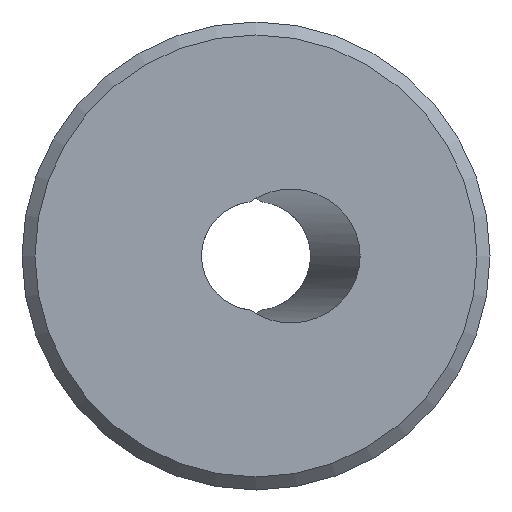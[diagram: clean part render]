
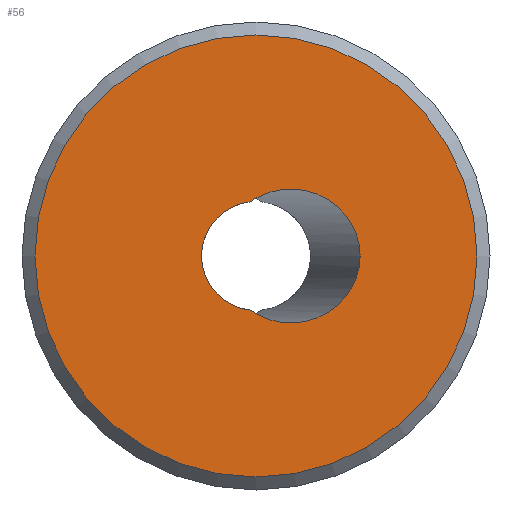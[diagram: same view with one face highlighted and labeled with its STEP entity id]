
A CAD part, left-side view. The second image highlights one B-rep face of the part: STEP entity #56.
In plain terms, the highlighted planar face has unit normal (-1, 0, 0).
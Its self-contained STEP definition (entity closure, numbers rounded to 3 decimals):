
#56 = ADVANCED_FACE( '', ( #116, #117 ), #118, .T. );
#116 = FACE_BOUND( '', #169, .T. );
#117 = FACE_OUTER_BOUND( '', #170, .T. );
#118 = PLANE( '', #171 );
#169 = EDGE_LOOP( '', ( #240, #241 ) );
#170 = EDGE_LOOP( '', ( #242 ) );
#171 = AXIS2_PLACEMENT_3D( '', #243, #244, #245 );
#240 = ORIENTED_EDGE( '', *, *, #267, .T. );
#241 = ORIENTED_EDGE( '', *, *, #276, .T. );
#242 = ORIENTED_EDGE( '', *, *, #269, .F. );
#243 = CARTESIAN_POINT( '', ( 0., 17., 0. ) );
#244 = DIRECTION( '', ( -1., 0., 0. ) );
#245 = DIRECTION( '', ( 0., 0., 1. ) );
#267 = EDGE_CURVE( '', #300, #299, #302, .F. );
#269 = EDGE_CURVE( '', #304, #304, #305, .T. );
#276 = EDGE_CURVE( '', #299, #300, #314, .T. );
#299 = VERTEX_POINT( '', #380 );
#300 = VERTEX_POINT( '', #381 );
#302 = ELLIPSE( '', #426, 5.332, 5.15 );
#304 = VERTEX_POINT( '', #428 );
#305 = CIRCLE( '', #429, 17. );
#314 = CIRCLE( '', #438, 4.188 );
#380 = CARTESIAN_POINT( '', ( 0., 0.46, -4.163 ) );
#381 = CARTESIAN_POINT( '', ( 0., 0.46, 4.163 ) );
#426 = AXIS2_PLACEMENT_3D( '', #461, #462, #463 );
#428 = CARTESIAN_POINT( '', ( 0., 0., -17. ) );
#429 = AXIS2_PLACEMENT_3D( '', #464, #465, #466 );
#438 = AXIS2_PLACEMENT_3D( '', #473, #474, #475 );
#461 = CARTESIAN_POINT( '', ( 0., -2.679, 0. ) );
#462 = DIRECTION( '', ( -1., 0., 0. ) );
#463 = DIRECTION( '', ( 0., 1., 0. ) );
#464 = CARTESIAN_POINT( '', ( 0., 0., 0. ) );
#465 = DIRECTION( '', ( 1., 0., 0. ) );
#466 = DIRECTION( '', ( 0., 0., -1. ) );
#473 = CARTESIAN_POINT( '', ( 0., 0., 0. ) );
#474 = DIRECTION( '', ( 1., 0., 0. ) );
#475 = DIRECTION( '', ( 0., 0., -1. ) );
